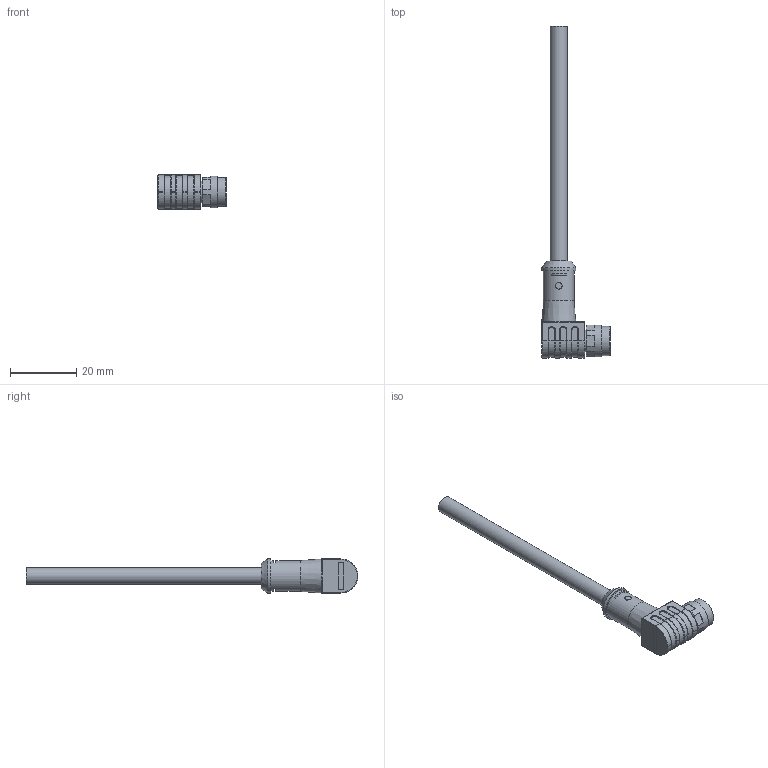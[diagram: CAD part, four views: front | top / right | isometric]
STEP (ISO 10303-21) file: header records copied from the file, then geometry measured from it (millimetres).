
FILE_DESCRIPTION(/* description */ (''),/* implementation_level */ '2;1');
FILE_NAME(/* name */ 'IE-SWKPSD4-m_S3400_stp.stp',/* time_stamp */ '2019-01-14T13:24:30+01:00',/* author */ (''),/* organization */ (''),/* preprocessor_version */ 'ST-DEVELOPER v16',/* originating_system */ 'SIEMENS PLM Software NX 10.0',/* authorisation */ '');
FILE_SCHEMA (('AUTOMOTIVE_DESIGN { 1 0 10303 214 3 1 1 1 }'));
Length unit declared in the file: millimetre
Products named in the file (1): IE-SWKPSD4-m_S3400_stp
Bounding box: 20.7 x 100.3 x 10.3 mm (x, y, z)
Volume: 4418.2 mm3; surface area: 2951.4 mm2
Topology: 1 solids, 1 shells, 248 faces, 588 edges, 345 vertices
Faces by surface type: cylinder 103, plane 68, torus 50, cone 11, sphere 10, bspline 6
Full cylindrical faces by diameter (mm): 0.9 x4, 2 x1, 5.1 x1, 6.5 x1, 7.2 x1, 8.8 x1, 9.3 x1, 9.6 x1, 10.3 x1
Entity records: 7151 total; most frequent: CARTESIAN_POINT 1481, DIRECTION 1307, ORIENTED_EDGE 1094, EDGE_CURVE 547, AXIS2_PLACEMENT_3D 546, VERTEX_POINT 334, CIRCLE 299, EDGE_LOOP 281
